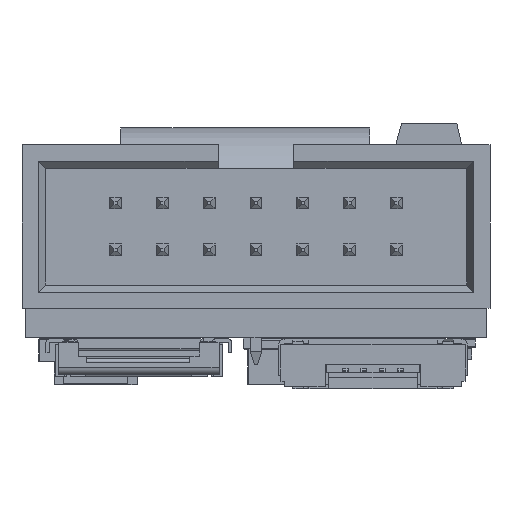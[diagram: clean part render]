
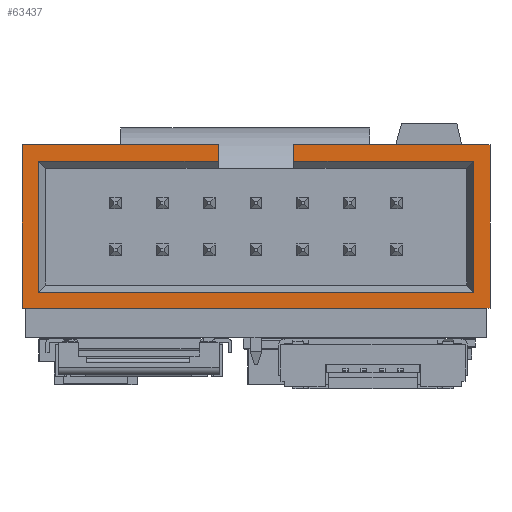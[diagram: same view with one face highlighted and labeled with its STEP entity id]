
A CAD part, front view. The second image highlights one B-rep face of the part: STEP entity #63437.
In plain terms, the highlighted face is planar.
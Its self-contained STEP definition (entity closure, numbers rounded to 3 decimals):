
#63437 = ADVANCED_FACE('',(#63438),#63536,.T.);
#63438 = FACE_BOUND('',#63439,.F.);
#63439 = EDGE_LOOP('',(#63440,#63450,#63458,#63466,#63474,#63482,#63490,
    #63498,#63506,#63514,#63522,#63530));
#63440 = ORIENTED_EDGE('',*,*,#63441,.F.);
#63441 = EDGE_CURVE('',#63442,#63444,#63446,.T.);
#63442 = VERTEX_POINT('',#63443);
#63443 = CARTESIAN_POINT('',(11.81,0.,3.555));
#63444 = VERTEX_POINT('',#63445);
#63445 = CARTESIAN_POINT('',(2.055,0.,3.555));
#63446 = LINE('',#63447,#63448);
#63447 = CARTESIAN_POINT('',(11.81,0.,3.555));
#63448 = VECTOR('',#63449,1.);
#63449 = DIRECTION('',(-1.,0.,0.));
#63450 = ORIENTED_EDGE('',*,*,#63451,.F.);
#63451 = EDGE_CURVE('',#63452,#63442,#63454,.T.);
#63452 = VERTEX_POINT('',#63453);
#63453 = CARTESIAN_POINT('',(11.81,0.,-3.555));
#63454 = LINE('',#63455,#63456);
#63455 = CARTESIAN_POINT('',(11.81,0.,-3.555));
#63456 = VECTOR('',#63457,1.);
#63457 = DIRECTION('',(0.,0.,1.));
#63458 = ORIENTED_EDGE('',*,*,#63459,.F.);
#63459 = EDGE_CURVE('',#63460,#63452,#63462,.T.);
#63460 = VERTEX_POINT('',#63461);
#63461 = CARTESIAN_POINT('',(-11.81,0.,-3.555));
#63462 = LINE('',#63463,#63464);
#63463 = CARTESIAN_POINT('',(-11.81,0.,-3.555));
#63464 = VECTOR('',#63465,1.);
#63465 = DIRECTION('',(1.,0.,0.));
#63466 = ORIENTED_EDGE('',*,*,#63467,.F.);
#63467 = EDGE_CURVE('',#63468,#63460,#63470,.T.);
#63468 = VERTEX_POINT('',#63469);
#63469 = CARTESIAN_POINT('',(-11.81,0.,3.555));
#63470 = LINE('',#63471,#63472);
#63471 = CARTESIAN_POINT('',(-11.81,0.,3.555));
#63472 = VECTOR('',#63473,1.);
#63473 = DIRECTION('',(0.,0.,-1.));
#63474 = ORIENTED_EDGE('',*,*,#63475,.F.);
#63475 = EDGE_CURVE('',#63476,#63468,#63478,.T.);
#63476 = VERTEX_POINT('',#63477);
#63477 = CARTESIAN_POINT('',(-2.055,0.,3.555));
#63478 = LINE('',#63479,#63480);
#63479 = CARTESIAN_POINT('',(-2.055,0.,3.555));
#63480 = VECTOR('',#63481,1.);
#63481 = DIRECTION('',(-1.,0.,0.));
#63482 = ORIENTED_EDGE('',*,*,#63483,.F.);
#63483 = EDGE_CURVE('',#63484,#63476,#63486,.T.);
#63484 = VERTEX_POINT('',#63485);
#63485 = CARTESIAN_POINT('',(-2.055,0.,4.445));
#63486 = LINE('',#63487,#63488);
#63487 = CARTESIAN_POINT('',(-2.055,0.,4.445));
#63488 = VECTOR('',#63489,1.);
#63489 = DIRECTION('',(0.,0.,-1.));
#63490 = ORIENTED_EDGE('',*,*,#63491,.F.);
#63491 = EDGE_CURVE('',#63492,#63484,#63494,.T.);
#63492 = VERTEX_POINT('',#63493);
#63493 = CARTESIAN_POINT('',(-12.7,0.,4.445));
#63494 = LINE('',#63495,#63496);
#63495 = CARTESIAN_POINT('',(-12.7,0.,4.445));
#63496 = VECTOR('',#63497,1.);
#63497 = DIRECTION('',(1.,0.,0.));
#63498 = ORIENTED_EDGE('',*,*,#63499,.F.);
#63499 = EDGE_CURVE('',#63500,#63492,#63502,.T.);
#63500 = VERTEX_POINT('',#63501);
#63501 = CARTESIAN_POINT('',(-12.7,0.,-4.445));
#63502 = LINE('',#63503,#63504);
#63503 = CARTESIAN_POINT('',(-12.7,0.,-4.445));
#63504 = VECTOR('',#63505,1.);
#63505 = DIRECTION('',(0.,0.,1.));
#63506 = ORIENTED_EDGE('',*,*,#63507,.F.);
#63507 = EDGE_CURVE('',#63508,#63500,#63510,.T.);
#63508 = VERTEX_POINT('',#63509);
#63509 = CARTESIAN_POINT('',(12.7,0.,-4.445));
#63510 = LINE('',#63511,#63512);
#63511 = CARTESIAN_POINT('',(12.7,0.,-4.445));
#63512 = VECTOR('',#63513,1.);
#63513 = DIRECTION('',(-1.,0.,0.));
#63514 = ORIENTED_EDGE('',*,*,#63515,.F.);
#63515 = EDGE_CURVE('',#63516,#63508,#63518,.T.);
#63516 = VERTEX_POINT('',#63517);
#63517 = CARTESIAN_POINT('',(12.7,0.,4.445));
#63518 = LINE('',#63519,#63520);
#63519 = CARTESIAN_POINT('',(12.7,0.,4.445));
#63520 = VECTOR('',#63521,1.);
#63521 = DIRECTION('',(0.,0.,-1.));
#63522 = ORIENTED_EDGE('',*,*,#63523,.F.);
#63523 = EDGE_CURVE('',#63524,#63516,#63526,.T.);
#63524 = VERTEX_POINT('',#63525);
#63525 = CARTESIAN_POINT('',(2.055,0.,4.445));
#63526 = LINE('',#63527,#63528);
#63527 = CARTESIAN_POINT('',(2.055,0.,4.445));
#63528 = VECTOR('',#63529,1.);
#63529 = DIRECTION('',(1.,0.,0.));
#63530 = ORIENTED_EDGE('',*,*,#63531,.T.);
#63531 = EDGE_CURVE('',#63524,#63444,#63532,.T.);
#63532 = LINE('',#63533,#63534);
#63533 = CARTESIAN_POINT('',(2.055,0.,4.445));
#63534 = VECTOR('',#63535,1.);
#63535 = DIRECTION('',(0.,0.,-1.));
#63536 = PLANE('',#63537);
#63537 = AXIS2_PLACEMENT_3D('',#63538,#63539,#63540);
#63538 = CARTESIAN_POINT('',(0.,0.,0.));
#63539 = DIRECTION('',(0.,1.,0.));
#63540 = DIRECTION('',(1.,0.,0.));
